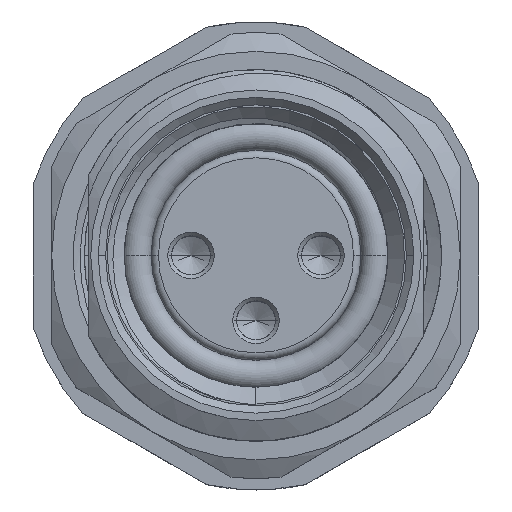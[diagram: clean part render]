
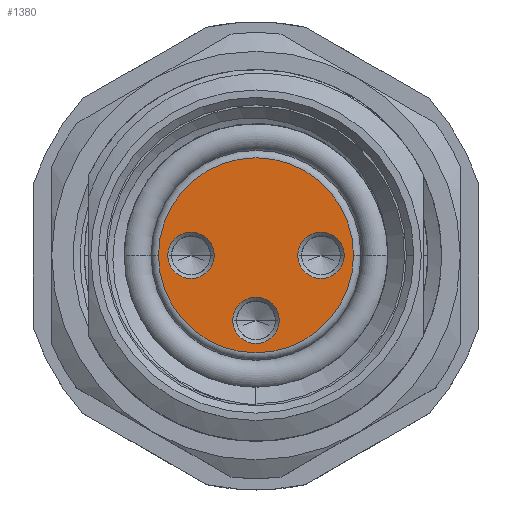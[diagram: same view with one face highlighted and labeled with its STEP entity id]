
A CAD part, top view. The second image highlights one B-rep face of the part: STEP entity #1380.
In plain terms, the highlighted planar face has unit normal (0, 0, 1).
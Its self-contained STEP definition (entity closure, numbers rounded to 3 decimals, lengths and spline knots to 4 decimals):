
#1=CARTESIAN_POINT('',(-1.75,0.,5.4));
#2=DIRECTION('',(0.,0.,-1.));
#3=DIRECTION('',(-1.,0.,0.));
#4=AXIS2_PLACEMENT_3D('',#1,#2,#3);
#6=CARTESIAN_POINT('',(-1.75,0.,5.4));
#7=DIRECTION('',(0.,0.,-1.));
#8=DIRECTION('',(1.,0.,0.));
#9=AXIS2_PLACEMENT_3D('',#6,#7,#8);
#11=CARTESIAN_POINT('',(0.,-1.75,5.4));
#12=DIRECTION('',(0.,0.,-1.));
#13=DIRECTION('',(1.,0.,0.));
#14=AXIS2_PLACEMENT_3D('',#11,#12,#13);
#16=CARTESIAN_POINT('',(0.,-1.75,5.4));
#17=DIRECTION('',(0.,0.,-1.));
#18=DIRECTION('',(-1.,0.,0.));
#19=AXIS2_PLACEMENT_3D('',#16,#17,#18);
#21=CARTESIAN_POINT('',(1.75,0.,5.4));
#22=DIRECTION('',(0.,0.,-1.));
#23=DIRECTION('',(-1.,0.,0.));
#24=AXIS2_PLACEMENT_3D('',#21,#22,#23);
#26=CARTESIAN_POINT('',(1.75,0.,5.4));
#27=DIRECTION('',(0.,0.,-1.));
#28=DIRECTION('',(1.,0.,0.));
#29=AXIS2_PLACEMENT_3D('',#26,#27,#28);
#31=CARTESIAN_POINT('',(0.,0.,5.4));
#32=DIRECTION('',(0.,0.,1.));
#33=DIRECTION('',(1.,0.,0.));
#34=AXIS2_PLACEMENT_3D('',#31,#32,#33);
#36=CARTESIAN_POINT('',(0.,0.,5.4));
#37=DIRECTION('',(0.,0.,1.));
#38=DIRECTION('',(-1.,0.,0.));
#39=AXIS2_PLACEMENT_3D('',#36,#37,#38);
#1068=CARTESIAN_POINT('',(-2.375,0.,5.4));
#1069=CARTESIAN_POINT('',(-1.125,0.,5.4));
#1070=VERTEX_POINT('',#1068);
#1071=VERTEX_POINT('',#1069);
#1076=CARTESIAN_POINT('',(0.625,-1.75,5.4));
#1077=CARTESIAN_POINT('',(-0.625,-1.75,5.4));
#1078=VERTEX_POINT('',#1076);
#1079=VERTEX_POINT('',#1077);
#1084=CARTESIAN_POINT('',(1.125,0.,5.4));
#1085=CARTESIAN_POINT('',(2.375,0.,5.4));
#1086=VERTEX_POINT('',#1084);
#1087=VERTEX_POINT('',#1085);
#1092=CARTESIAN_POINT('',(2.625,0.,5.4));
#1093=CARTESIAN_POINT('',(-2.625,0.,5.4));
#1094=VERTEX_POINT('',#1092);
#1095=VERTEX_POINT('',#1093);
#1351=CARTESIAN_POINT('',(0.,0.,5.4));
#1352=DIRECTION('',(0.,0.,1.));
#1353=DIRECTION('',(1.,0.,0.));
#1354=AXIS2_PLACEMENT_3D('',#1351,#1352,#1353);
#1355=PLANE('',#1354);
#1357=ORIENTED_EDGE('',*,*,#1356,.F.);
#1359=ORIENTED_EDGE('',*,*,#1358,.F.);
#1360=EDGE_LOOP('',(#1357,#1359));
#1361=FACE_OUTER_BOUND('',#1360,.F.);
#1363=ORIENTED_EDGE('',*,*,#1362,.F.);
#1365=ORIENTED_EDGE('',*,*,#1364,.F.);
#1366=EDGE_LOOP('',(#1363,#1365));
#1367=FACE_BOUND('',#1366,.F.);
#1369=ORIENTED_EDGE('',*,*,#1368,.F.);
#1371=ORIENTED_EDGE('',*,*,#1370,.F.);
#1372=EDGE_LOOP('',(#1369,#1371));
#1373=FACE_BOUND('',#1372,.F.);
#1375=ORIENTED_EDGE('',*,*,#1374,.F.);
#1377=ORIENTED_EDGE('',*,*,#1376,.F.);
#1378=EDGE_LOOP('',(#1375,#1377));
#1379=FACE_BOUND('',#1378,.F.);
#5=CIRCLE('',#4,0.625);
#10=CIRCLE('',#9,0.625);
#15=CIRCLE('',#14,0.625);
#20=CIRCLE('',#19,0.625);
#25=CIRCLE('',#24,0.625);
#30=CIRCLE('',#29,0.625);
#35=CIRCLE('',#34,2.625);
#40=CIRCLE('',#39,2.625);
#1356=EDGE_CURVE('',#1094,#1095,#35,.T.);
#1358=EDGE_CURVE('',#1095,#1094,#40,.T.);
#1362=EDGE_CURVE('',#1078,#1079,#15,.T.);
#1364=EDGE_CURVE('',#1079,#1078,#20,.T.);
#1368=EDGE_CURVE('',#1086,#1087,#25,.T.);
#1370=EDGE_CURVE('',#1087,#1086,#30,.T.);
#1374=EDGE_CURVE('',#1070,#1071,#5,.T.);
#1376=EDGE_CURVE('',#1071,#1070,#10,.T.);
#1380=ADVANCED_FACE('',(#1361,#1367,#1373,#1379),#1355,.T.);
